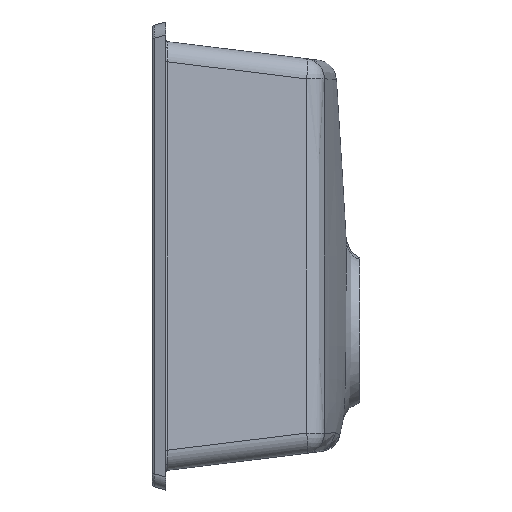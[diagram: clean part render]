
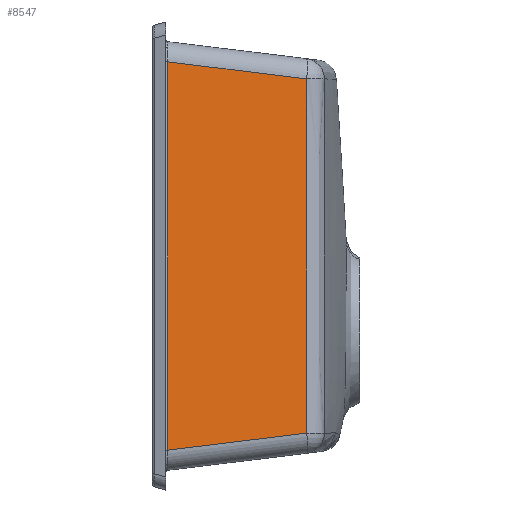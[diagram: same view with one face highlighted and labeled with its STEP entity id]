
A CAD part, left-side view. The second image highlights one B-rep face of the part: STEP entity #8547.
In plain terms, the highlighted planar face has unit normal (-0.993, -0.122, 0).
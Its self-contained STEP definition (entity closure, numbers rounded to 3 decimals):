
#168 = ORIENTED_EDGE ( 'NONE', *, *, #3889, .T. ) ;
#536 = DIRECTION ( 'NONE',  ( 0., 0., -1. ) ) ;
#1068 = AXIS2_PLACEMENT_3D ( 'NONE', #2126, #5915, #7558 ) ;
#1109 = CARTESIAN_POINT ( 'NONE',  ( -248.098, -113.807, 130.709 ) ) ;
#1150 = CARTESIAN_POINT ( 'NONE',  ( -262.009, -0.507, 144.621 ) ) ;
#1236 = LINE ( 'NONE', #6882, #8863 ) ;
#1783 = VECTOR ( 'NONE', #6529, 1000. ) ;
#2004 = CARTESIAN_POINT ( 'NONE',  ( -248.084, -113.915, -130.696 ) ) ;
#2126 = CARTESIAN_POINT ( 'NONE',  ( -261.929, -1.158, 150. ) ) ;
#2703 = CARTESIAN_POINT ( 'NONE',  ( -248.082, -113.933, 21.79 ) ) ;
#2872 = LINE ( 'NONE', #1150, #1783 ) ;
#3244 = ORIENTED_EDGE ( 'NONE', *, *, #7838, .T. ) ;
#3761 = PLANE ( 'NONE',  #1068 ) ;
#3889 = EDGE_CURVE ( 'NONE', #8486, #6580, #5758, .T. ) ;
#4090 = ORIENTED_EDGE ( 'NONE', *, *, #4962, .T. ) ;
#4194 = CARTESIAN_POINT ( 'NONE',  ( -248.085, -113.909, 43.574 ) ) ;
#4301 = CARTESIAN_POINT ( 'NONE',  ( -248.073, -114.008, -87.129 ) ) ;
#4919 = FACE_OUTER_BOUND ( 'NONE', #8378, .T. ) ;
#4962 = EDGE_CURVE ( 'NONE', #5775, #8486, #2872, .T. ) ;
#5176 = CARTESIAN_POINT ( 'NONE',  ( -260.689, -11.256, 143.301 ) ) ;
#5238 = CARTESIAN_POINT ( 'NONE',  ( -260.689, -11.256, -143.301 ) ) ;
#5599 = B_SPLINE_CURVE_WITH_KNOTS ( 'NONE', 3,
 ( #2004, #4301, #7328, #2703, #4194, #8063, #8025, #1109 ),
 .UNSPECIFIED., .F., .F.,
 ( 4, 2, 2, 4 ),
 ( 0., 0.131, 0.196, 0.261 ),
 .UNSPECIFIED. ) ;
#5670 = CARTESIAN_POINT ( 'NONE',  ( -248.098, -113.807, 130.709 ) ) ;
#5758 = LINE ( 'NONE', #5815, #9565 ) ;
#5775 = VERTEX_POINT ( 'NONE', #5670 ) ;
#5815 = CARTESIAN_POINT ( 'NONE',  ( -260.689, -11.256, 150. ) ) ;
#5915 = DIRECTION ( 'NONE',  ( -0.993, -0.122, 0. ) ) ;
#5924 = DIRECTION ( 'NONE',  ( 0.121, -0.985, 0.121 ) ) ;
#6104 = ORIENTED_EDGE ( 'NONE', *, *, #9628, .T. ) ;
#6529 = DIRECTION ( 'NONE',  ( -0.121, 0.985, 0.121 ) ) ;
#6580 = VERTEX_POINT ( 'NONE', #5238 ) ;
#6882 = CARTESIAN_POINT ( 'NONE',  ( -257.619, -36.264, -140.23 ) ) ;
#7328 = CARTESIAN_POINT ( 'NONE',  ( -248.075, -113.989, -43.561 ) ) ;
#7558 = DIRECTION ( 'NONE',  ( 0.122, -0.993, 0. ) ) ;
#7626 = VERTEX_POINT ( 'NONE', #8022 ) ;
#7838 = EDGE_CURVE ( 'NONE', #6580, #7626, #1236, .T. ) ;
#8022 = CARTESIAN_POINT ( 'NONE',  ( -248.084, -113.915, -130.696 ) ) ;
#8025 = CARTESIAN_POINT ( 'NONE',  ( -248.094, -113.833, 108.926 ) ) ;
#8063 = CARTESIAN_POINT ( 'NONE',  ( -248.091, -113.859, 87.142 ) ) ;
#8378 = EDGE_LOOP ( 'NONE', ( #4090, #168, #3244, #6104 ) ) ;
#8486 = VERTEX_POINT ( 'NONE', #5176 ) ;
#8547 = ADVANCED_FACE ( 'NONE', ( #4919 ), #3761, .T. ) ;
#8863 = VECTOR ( 'NONE', #5924, 1000. ) ;
#9565 = VECTOR ( 'NONE', #536, 1000. ) ;
#9628 = EDGE_CURVE ( 'NONE', #7626, #5775, #5599, .T. ) ;
